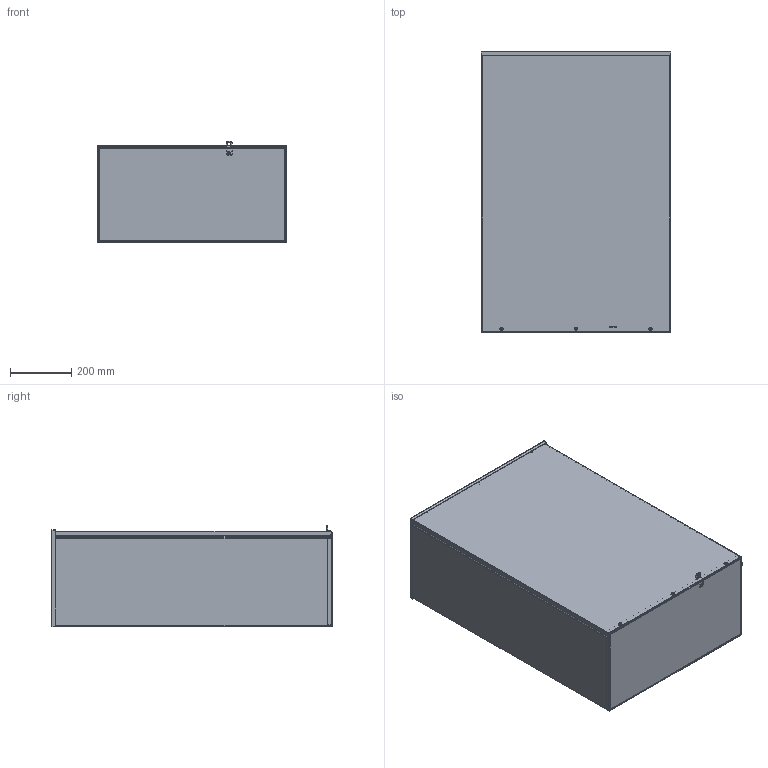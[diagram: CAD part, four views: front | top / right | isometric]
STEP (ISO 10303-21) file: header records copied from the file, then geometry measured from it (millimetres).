
FILE_DESCRIPTION(/* description */ ('RSC, S.S., NK, BACK-LEFT-RIGHT, 36X24X12'),/* implementation_level */ '2;1');
FILE_NAME(/* name */ 'RSC243612NKSS.stp',/* time_stamp */ '2017-10-17T07:01:12-05:00',/* author */ ('jkolesa'),/* organization */ (''),/* preprocessor_version */ 'ST-DEVELOPER v16.1',/* originating_system */ 'Autodesk Inventor 2016',/* authorisation */ '');
FILE_SCHEMA (('AUTOMOTIVE_DESIGN { 1 0 10303 214 3 1 1 }'));
Length unit declared in the file: inch
Products named in the file (11): RSC243612NKSSBLR; RSC2412NKSSBTM; RSC2412NKSSCAP; RSC2436NKSSLID; 34984; 37210; 39077; HFW384002; HFW369104; RSC_NKSSLIDBRKT_14GA; RSC243612NKSS
Assembly tree (16 placements, depth 2):
  RSC243612NKSS
    RSC243612NKSSBLR
    RSC2412NKSSBTM
    RSC2412NKSSCAP
    RSC2436NKSSLID
    34984  x3
    37210  x3
    39077  x3
    HFW384002
    HFW369104
    RSC_NKSSLIDBRKT_14GA
Bounding box: 618.71 x 918.52 x 332.32 mm (x, y, z)
Volume: 3992352.7 mm3; surface area: 4271389.6 mm2
Topology: 16 solids, 16 shells, 506 faces, 1173 edges, 715 vertices
Faces by surface type: plane 285, cylinder 113, cone 47, torus 35, bspline 19, sphere 7
Full cylindrical faces by diameter (mm): 3.175 x1, 3.962 x3, 4.255 x3, 4.762 x1, 4.978 x3, 5.029 x1, 5.105 x1, 6.299 x3, 6.35 x6, 6.528 x3, 7.061 x3, 7.144 x4, 10.312 x3, 11.112 x1, 11.506 x3
Entity records: 10582 total; most frequent: CARTESIAN_POINT 2346, DIRECTION 1638, ORIENTED_EDGE 1478, EDGE_CURVE 739, AXIS2_PLACEMENT_3D 598, VERTEX_POINT 468, EDGE_LOOP 463, LINE 442
